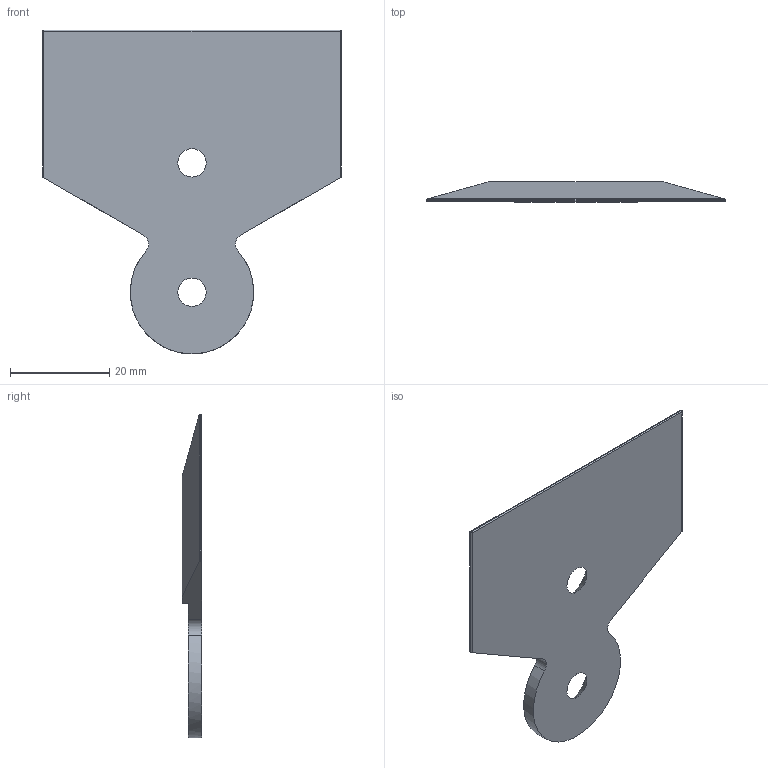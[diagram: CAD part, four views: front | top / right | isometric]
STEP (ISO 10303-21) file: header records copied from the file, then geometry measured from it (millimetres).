
FILE_DESCRIPTION((''),'2;1');
FILE_NAME('CAD-9263','2025-02-17T10:41:15',('creinig-se'),(''),'CREO PARAMETRIC BY PTC INC, 2022284','CREO PARAMETRIC BY PTC INC, 2022284','');
FILE_SCHEMA(('CONFIG_CONTROL_DESIGN','SHAPE_APPEARANCE_LAYERS_GROUPS'));
Length unit declared in the file: millimetre
Products named in the file (1): CAD-9263
Bounding box: 60 x 4 x 65.1 mm (x, y, z)
Volume: 6642.4 mm3; surface area: 5894.4 mm2
Topology: 1 solids, 1 shells, 33 faces, 88 edges, 57 vertices
Faces by surface type: plane 16, cylinder 13, cone 4
Entity records: 1399 total; most frequent: CARTESIAN_POINT 215, ORIENTED_EDGE 176, DIRECTION 169, PRESENTATION_STYLE_ASSIGNMENT 89, STYLED_ITEM 89, CURVE_STYLE 88, EDGE_CURVE 88, VECTOR 57
